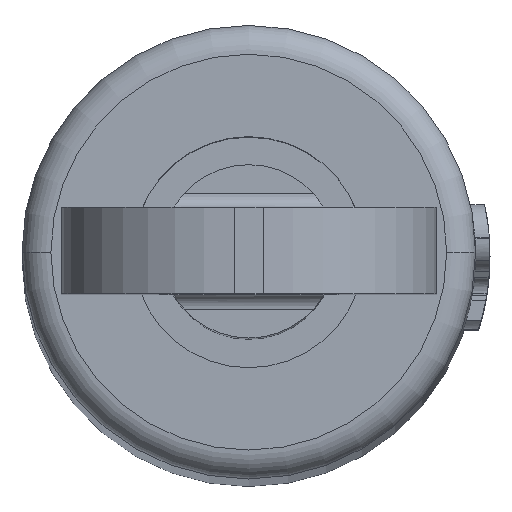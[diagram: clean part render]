
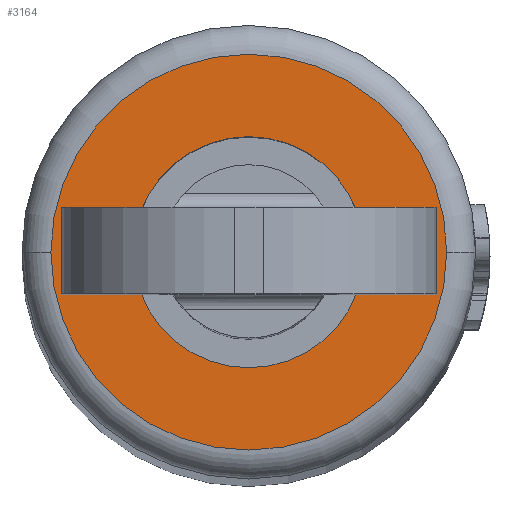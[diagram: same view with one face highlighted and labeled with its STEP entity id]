
A CAD part, top view. The second image highlights one B-rep face of the part: STEP entity #3164.
In plain terms, the highlighted face is planar.
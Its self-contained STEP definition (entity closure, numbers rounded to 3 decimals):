
#75 = CARTESIAN_POINT ( 'NONE',  ( 0., 0., -6.85 ) ) ;
#1235 = ORIENTED_EDGE ( 'NONE', *, *, #9006, .F. ) ;
#1572 = AXIS2_PLACEMENT_3D ( 'NONE', #12064, #8879, #11091 ) ;
#1928 = VERTEX_POINT ( 'NONE', #12348 ) ;
#3164 = ADVANCED_FACE ( 'NONE', ( #4671, #11493 ), #8398, .T. ) ;
#3741 = DIRECTION ( 'NONE',  ( 0., -1., 0. ) ) ;
#4090 = AXIS2_PLACEMENT_3D ( 'NONE', #11690, #10071, #8909 ) ;
#4262 = CIRCLE ( 'NONE', #9308, 6.85 ) ;
#4574 = EDGE_CURVE ( 'NONE', #12719, #6917, #5432, .T. ) ;
#4595 = CIRCLE ( 'NONE', #10059, 4. ) ;
#4671 = FACE_OUTER_BOUND ( 'NONE', #7431, .T. ) ;
#5432 = CIRCLE ( 'NONE', #1572, 6.85 ) ;
#6558 = ORIENTED_EDGE ( 'NONE', *, *, #4574, .T. ) ;
#6917 = VERTEX_POINT ( 'NONE', #75 ) ;
#7222 = CARTESIAN_POINT ( 'NONE',  ( 0., 0., 6.85 ) ) ;
#7431 = EDGE_LOOP ( 'NONE', ( #8090, #6558 ) ) ;
#7868 = DIRECTION ( 'NONE',  ( 0., 0., -1. ) ) ;
#7921 = DIRECTION ( 'NONE',  ( 0., -1., 0. ) ) ;
#8090 = ORIENTED_EDGE ( 'NONE', *, *, #8638, .T. ) ;
#8398 = PLANE ( 'NONE',  #4090 ) ;
#8638 = EDGE_CURVE ( 'NONE', #6917, #12719, #4262, .T. ) ;
#8879 = DIRECTION ( 'NONE',  ( 0., -1., 0. ) ) ;
#8909 = DIRECTION ( 'NONE',  ( 0., 0., -1. ) ) ;
#8935 = CIRCLE ( 'NONE', #10039, 4. ) ;
#9006 = EDGE_CURVE ( 'NONE', #1928, #9591, #8935, .T. ) ;
#9248 = ORIENTED_EDGE ( 'NONE', *, *, #11250, .F. ) ;
#9308 = AXIS2_PLACEMENT_3D ( 'NONE', #12051, #7921, #11030 ) ;
#9591 = VERTEX_POINT ( 'NONE', #12657 ) ;
#9929 = CARTESIAN_POINT ( 'NONE',  ( 0., 0., 0. ) ) ;
#10039 = AXIS2_PLACEMENT_3D ( 'NONE', #9929, #3741, #7868 ) ;
#10059 = AXIS2_PLACEMENT_3D ( 'NONE', #13256, #11167, #12094 ) ;
#10071 = DIRECTION ( 'NONE',  ( 0., -1., 0. ) ) ;
#11030 = DIRECTION ( 'NONE',  ( 0., 0., -1. ) ) ;
#11091 = DIRECTION ( 'NONE',  ( 0., 0., -1. ) ) ;
#11167 = DIRECTION ( 'NONE',  ( 0., -1., 0. ) ) ;
#11250 = EDGE_CURVE ( 'NONE', #9591, #1928, #4595, .T. ) ;
#11493 = FACE_BOUND ( 'NONE', #12024, .T. ) ;
#11690 = CARTESIAN_POINT ( 'NONE',  ( 6.85, 0., 0. ) ) ;
#12024 = EDGE_LOOP ( 'NONE', ( #9248, #1235 ) ) ;
#12051 = CARTESIAN_POINT ( 'NONE',  ( 0., 0., 0. ) ) ;
#12064 = CARTESIAN_POINT ( 'NONE',  ( 0., 0., 0. ) ) ;
#12094 = DIRECTION ( 'NONE',  ( 0., 0., -1. ) ) ;
#12348 = CARTESIAN_POINT ( 'NONE',  ( 0., 0., 4. ) ) ;
#12657 = CARTESIAN_POINT ( 'NONE',  ( 0., 0., -4. ) ) ;
#12719 = VERTEX_POINT ( 'NONE', #7222 ) ;
#13256 = CARTESIAN_POINT ( 'NONE',  ( 0., 0., 0. ) ) ;
